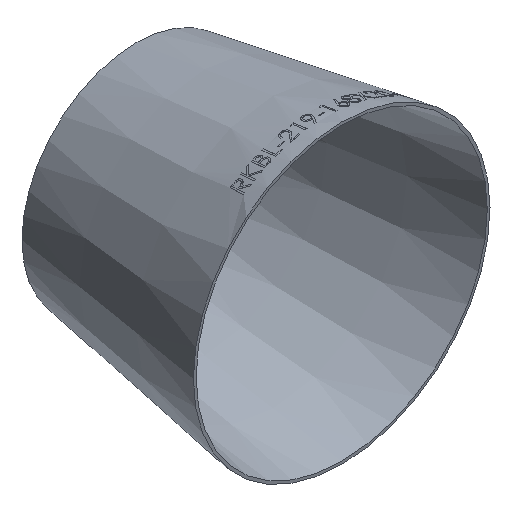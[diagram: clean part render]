
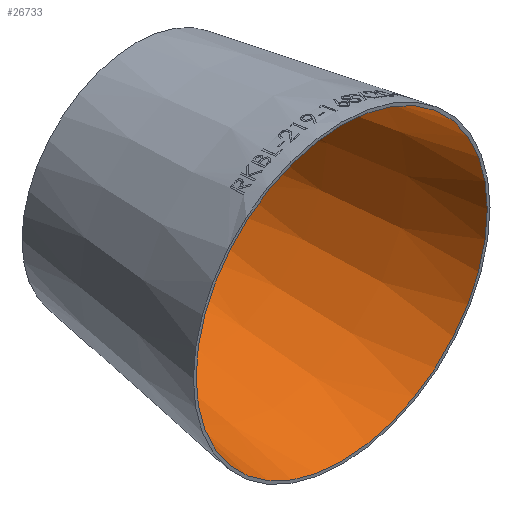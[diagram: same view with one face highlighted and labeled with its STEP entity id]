
A CAD part, isometric view. The second image highlights one B-rep face of the part: STEP entity #26733.
In plain terms, the highlighted conical face has half-angle 9.487 degrees and reference radius 107.522 mm.
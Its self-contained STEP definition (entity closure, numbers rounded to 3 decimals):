
#309 = CIRCLE ( 'NONE', #4299, 82.122 ) ;
#2480 = DIRECTION ( 'NONE',  ( 0., 0., -1. ) ) ;
#2636 = DIRECTION ( 'NONE',  ( 0., -1., 0. ) ) ;
#3545 = DIRECTION ( 'NONE',  ( 0., -1., 0. ) ) ;
#4299 = AXIS2_PLACEMENT_3D ( 'NONE', #5445, #3545, #20145 ) ;
#4676 = DIRECTION ( 'NONE',  ( 0., 0., -1. ) ) ;
#5445 = CARTESIAN_POINT ( 'NONE',  ( 0., 152., 0. ) ) ;
#5977 = AXIS2_PLACEMENT_3D ( 'NONE', #6420, #7505, #4676 ) ;
#6420 = CARTESIAN_POINT ( 'NONE',  ( 0., 0., 0. ) ) ;
#6546 = EDGE_CURVE ( 'NONE', #22703, #22703, #12499, .T. ) ;
#6814 = EDGE_LOOP ( 'NONE', ( #14164 ) ) ;
#7505 = DIRECTION ( 'NONE',  ( 0., -1., 0. ) ) ;
#10493 = ORIENTED_EDGE ( 'NONE', *, *, #28341, .F. ) ;
#11333 = AXIS2_PLACEMENT_3D ( 'NONE', #21754, #2636, #2480 ) ;
#12499 = CIRCLE ( 'NONE', #5977, 107.522 ) ;
#14164 = ORIENTED_EDGE ( 'NONE', *, *, #6546, .T. ) ;
#14565 = FACE_BOUND ( 'NONE', #30774, .T. ) ;
#15652 = CARTESIAN_POINT ( 'NONE',  ( 0., 152., -82.122 ) ) ;
#17070 = FACE_OUTER_BOUND ( 'NONE', #6814, .T. ) ;
#19809 = CONICAL_SURFACE ( 'NONE', #11333, 107.522, 0.166 ) ;
#20145 = DIRECTION ( 'NONE',  ( 0., 0., -1. ) ) ;
#20348 = CARTESIAN_POINT ( 'NONE',  ( 0., 0., -107.522 ) ) ;
#21754 = CARTESIAN_POINT ( 'NONE',  ( 0., 0., 0. ) ) ;
#22703 = VERTEX_POINT ( 'NONE', #20348 ) ;
#26733 = ADVANCED_FACE ( 'NONE', ( #14565, #17070 ), #19809, .F. ) ;
#28341 = EDGE_CURVE ( 'NONE', #30030, #30030, #309, .T. ) ;
#30030 = VERTEX_POINT ( 'NONE', #15652 ) ;
#30774 = EDGE_LOOP ( 'NONE', ( #10493 ) ) ;
